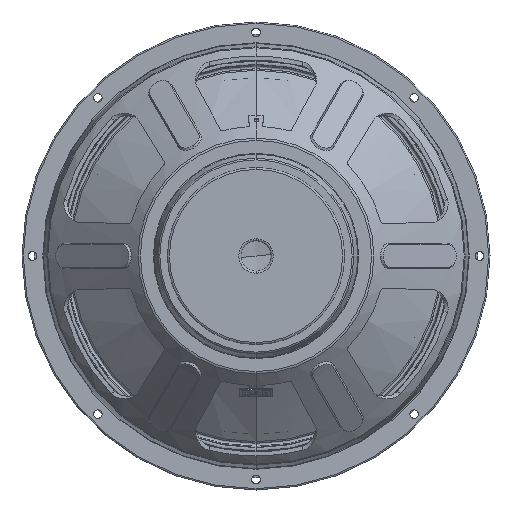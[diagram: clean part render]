
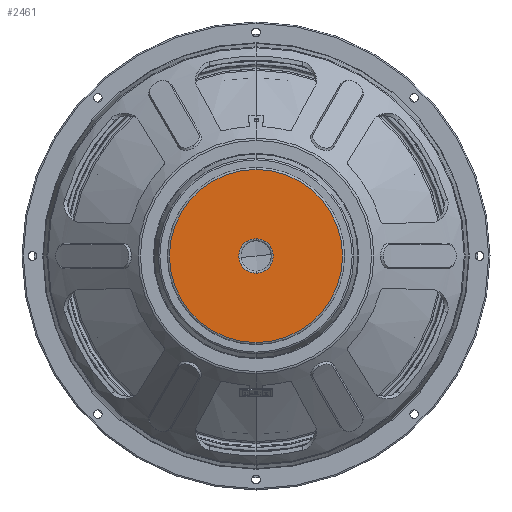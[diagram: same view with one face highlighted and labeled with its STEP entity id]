
A CAD part, front view. The second image highlights one B-rep face of the part: STEP entity #2461.
In plain terms, the highlighted planar face has unit normal (0, -1, 0).
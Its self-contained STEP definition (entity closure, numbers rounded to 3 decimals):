
#28 = FACE_OUTER_BOUND ( 'NONE', #21137, .T. ) ;
#147 = CARTESIAN_POINT ( 'NONE',  ( 0., -47., 0. ) ) ;
#1312 = VERTEX_POINT ( 'NONE', #11857 ) ;
#2227 = EDGE_CURVE ( 'NONE', #1312, #9063, #4080, .T. ) ;
#2461 = ADVANCED_FACE ( 'NONE', ( #17681, #28 ), #8144, .T. ) ;
#2534 = AXIS2_PLACEMENT_3D ( 'NONE', #21129, #16644, #5081 ) ;
#3439 = CARTESIAN_POINT ( 'NONE',  ( 0., -47., 0. ) ) ;
#4080 = CIRCLE ( 'NONE', #8855, 85.5 ) ;
#4771 = CARTESIAN_POINT ( 'NONE',  ( 0., -47., -85.5 ) ) ;
#5081 = DIRECTION ( 'NONE',  ( 0., 0., -1. ) ) ;
#5976 = EDGE_LOOP ( 'NONE', ( #8494, #12479 ) ) ;
#6680 = CARTESIAN_POINT ( 'NONE',  ( 0., -47., 17. ) ) ;
#6982 = CIRCLE ( 'NONE', #7671, 17. ) ;
#7671 = AXIS2_PLACEMENT_3D ( 'NONE', #147, #8260, #9974 ) ;
#8144 = PLANE ( 'NONE',  #18760 ) ;
#8260 = DIRECTION ( 'NONE',  ( 0., 1., 0. ) ) ;
#8494 = ORIENTED_EDGE ( 'NONE', *, *, #11316, .T. ) ;
#8855 = AXIS2_PLACEMENT_3D ( 'NONE', #20154, #10420, #20040 ) ;
#9063 = VERTEX_POINT ( 'NONE', #4771 ) ;
#9974 = DIRECTION ( 'NONE',  ( 0., 0., -1. ) ) ;
#10420 = DIRECTION ( 'NONE',  ( 0., -1., 0. ) ) ;
#11316 = EDGE_CURVE ( 'NONE', #15337, #16130, #11633, .T. ) ;
#11452 = DIRECTION ( 'NONE',  ( 0., 1., 0. ) ) ;
#11633 = CIRCLE ( 'NONE', #14390, 17. ) ;
#11857 = CARTESIAN_POINT ( 'NONE',  ( 0., -47., 85.5 ) ) ;
#12479 = ORIENTED_EDGE ( 'NONE', *, *, #14591, .T. ) ;
#12858 = DIRECTION ( 'NONE',  ( 0., 0., -1. ) ) ;
#12859 = DIRECTION ( 'NONE',  ( 0., 0., -1. ) ) ;
#13116 = CIRCLE ( 'NONE', #2534, 85.5 ) ;
#14390 = AXIS2_PLACEMENT_3D ( 'NONE', #3439, #11452, #12858 ) ;
#14591 = EDGE_CURVE ( 'NONE', #16130, #15337, #6982, .T. ) ;
#15337 = VERTEX_POINT ( 'NONE', #20583 ) ;
#16075 = CARTESIAN_POINT ( 'NONE',  ( 87.5, -47., 0. ) ) ;
#16130 = VERTEX_POINT ( 'NONE', #6680 ) ;
#16644 = DIRECTION ( 'NONE',  ( 0., -1., 0. ) ) ;
#17615 = ORIENTED_EDGE ( 'NONE', *, *, #19141, .T. ) ;
#17681 = FACE_BOUND ( 'NONE', #5976, .T. ) ;
#18760 = AXIS2_PLACEMENT_3D ( 'NONE', #16075, #20980, #12859 ) ;
#19141 = EDGE_CURVE ( 'NONE', #9063, #1312, #13116, .T. ) ;
#20040 = DIRECTION ( 'NONE',  ( 0., 0., -1. ) ) ;
#20154 = CARTESIAN_POINT ( 'NONE',  ( 0., -47., 0. ) ) ;
#20583 = CARTESIAN_POINT ( 'NONE',  ( 0., -47., -17. ) ) ;
#20611 = ORIENTED_EDGE ( 'NONE', *, *, #2227, .T. ) ;
#20980 = DIRECTION ( 'NONE',  ( 0., -1., 0. ) ) ;
#21129 = CARTESIAN_POINT ( 'NONE',  ( 0., -47., 0. ) ) ;
#21137 = EDGE_LOOP ( 'NONE', ( #17615, #20611 ) ) ;
